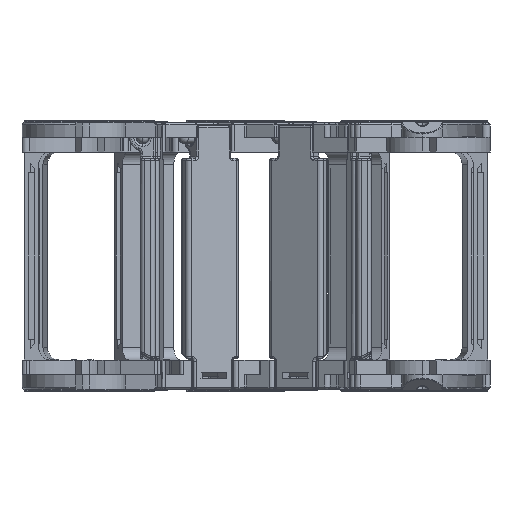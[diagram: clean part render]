
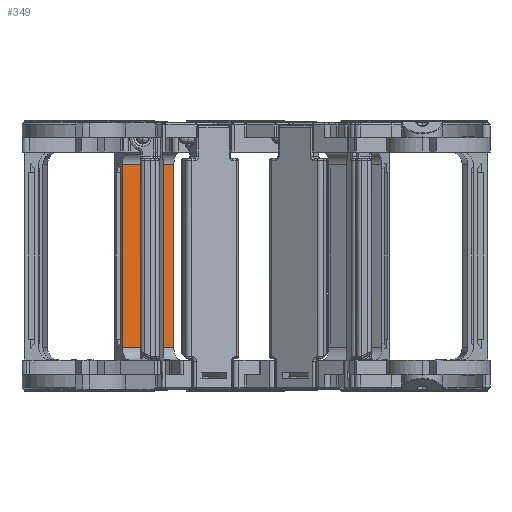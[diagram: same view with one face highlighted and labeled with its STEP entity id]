
A CAD part, left-side view. The second image highlights one B-rep face of the part: STEP entity #349.
In plain terms, the highlighted face is planar.
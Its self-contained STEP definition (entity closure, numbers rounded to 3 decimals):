
#37 = CARTESIAN_POINT ( 'NONE',  ( 107.5, -12.25, 60. ) ) ;
#241 = VERTEX_POINT ( 'NONE', #11794 ) ;
#349 = ADVANCED_FACE ( 'NONE', ( #7042 ), #12246, .T. ) ;
#491 = LINE ( 'NONE', #37, #6916 ) ;
#888 = ORIENTED_EDGE ( 'NONE', *, *, #1308, .T. ) ;
#1308 = EDGE_CURVE ( 'NONE', #241, #16611, #4815, .T. ) ;
#1871 = ORIENTED_EDGE ( 'NONE', *, *, #19294, .T. ) ;
#2136 = CARTESIAN_POINT ( 'NONE',  ( 90., -12.25, -2. ) ) ;
#3059 = ORIENTED_EDGE ( 'NONE', *, *, #19708, .T. ) ;
#4815 = LINE ( 'NONE', #2136, #11786 ) ;
#5237 = VECTOR ( 'NONE', #15776, 1000. ) ;
#5586 = VERTEX_POINT ( 'NONE', #9599 ) ;
#6701 = EDGE_CURVE ( 'NONE', #15869, #241, #491, .T. ) ;
#6828 = VECTOR ( 'NONE', #8930, 1000. ) ;
#6916 = VECTOR ( 'NONE', #13869, 1000. ) ;
#7042 = FACE_OUTER_BOUND ( 'NONE', #19897, .T. ) ;
#8426 = LINE ( 'NONE', #15753, #6828 ) ;
#8930 = DIRECTION ( 'NONE',  ( 0., 0., 1. ) ) ;
#9510 = CARTESIAN_POINT ( 'NONE',  ( 92.5, -12.25, -2. ) ) ;
#9599 = CARTESIAN_POINT ( 'NONE',  ( 92.5, -12.25, 42. ) ) ;
#11786 = VECTOR ( 'NONE', #20842, 1000. ) ;
#11794 = CARTESIAN_POINT ( 'NONE',  ( 107.5, -12.25, -2. ) ) ;
#12098 = CARTESIAN_POINT ( 'NONE',  ( 107.5, -12.25, 42. ) ) ;
#12246 = PLANE ( 'NONE',  #17029 ) ;
#12487 = LINE ( 'NONE', #20723, #5237 ) ;
#13869 = DIRECTION ( 'NONE',  ( 0., 0., -1. ) ) ;
#13925 = CARTESIAN_POINT ( 'NONE',  ( 90., -12.25, 20. ) ) ;
#15656 = DIRECTION ( 'NONE',  ( 0., 1., 0. ) ) ;
#15753 = CARTESIAN_POINT ( 'NONE',  ( 92.5, -12.25, 60. ) ) ;
#15776 = DIRECTION ( 'NONE',  ( 1., 0., 0. ) ) ;
#15869 = VERTEX_POINT ( 'NONE', #12098 ) ;
#15870 = DIRECTION ( 'NONE',  ( 0., 0., 1. ) ) ;
#16611 = VERTEX_POINT ( 'NONE', #9510 ) ;
#17029 = AXIS2_PLACEMENT_3D ( 'NONE', #13925, #15656, #15870 ) ;
#19294 = EDGE_CURVE ( 'NONE', #5586, #15869, #12487, .T. ) ;
#19708 = EDGE_CURVE ( 'NONE', #16611, #5586, #8426, .T. ) ;
#19897 = EDGE_LOOP ( 'NONE', ( #21267, #888, #3059, #1871 ) ) ;
#20723 = CARTESIAN_POINT ( 'NONE',  ( 90., -12.25, 42. ) ) ;
#20842 = DIRECTION ( 'NONE',  ( -1., 0., 0. ) ) ;
#21267 = ORIENTED_EDGE ( 'NONE', *, *, #6701, .T. ) ;
